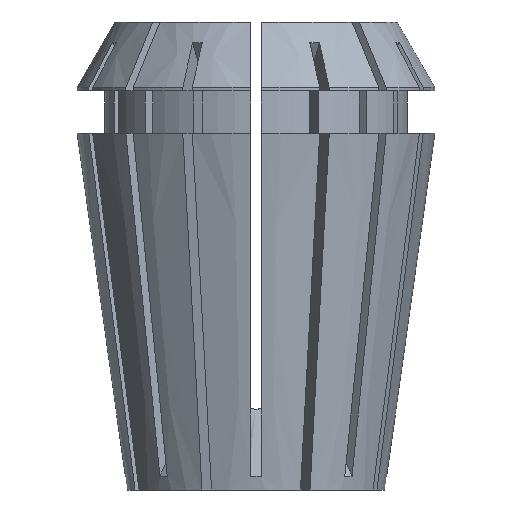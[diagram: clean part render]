
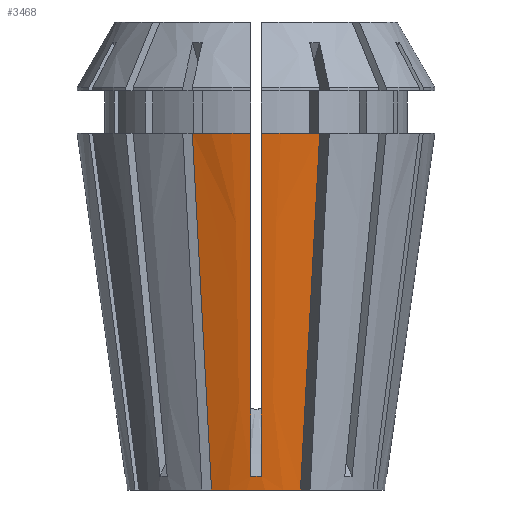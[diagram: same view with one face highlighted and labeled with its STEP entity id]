
A CAD part, left-side view. The second image highlights one B-rep face of the part: STEP entity #3468.
In plain terms, the highlighted conical face has half-angle 8 degrees and reference radius 9.36 mm.
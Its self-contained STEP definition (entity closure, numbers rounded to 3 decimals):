
#118 = DIRECTION ( 'NONE',  ( -1., 0., 0. ) ) ;
#141 = CARTESIAN_POINT ( 'NONE',  ( -11.427, 0.375, 14.749 ) ) ;
#143 = CARTESIAN_POINT ( 'NONE',  ( -9.503, 0.125, 0.997 ) ) ;
#157 = B_SPLINE_CURVE_WITH_KNOTS ( 'NONE', 3,
 ( #4099, #1586, #3228, #3292, #1157, #765, #1170 ),
 .UNSPECIFIED., .F., .F.,
 ( 4, 3, 4 ),
 ( 0., 0.023, 0.026 ),
 .UNSPECIFIED. ) ;
#176 = CARTESIAN_POINT ( 'NONE',  ( -12.995, 0.375, 25.9 ) ) ;
#178 = CARTESIAN_POINT ( 'NONE',  ( -9.503, -0.125, 0.997 ) ) ;
#230 = CARTESIAN_POINT ( 'NONE',  ( -11.171, -4.221, 18.366 ) ) ;
#240 = CARTESIAN_POINT ( 'NONE',  ( 0., 0., 0. ) ) ;
#303 = VERTEX_POINT ( 'NONE', #2654 ) ;
#426 = CARTESIAN_POINT ( 'NONE',  ( -12.995, 0.375, 25.9 ) ) ;
#614 = EDGE_CURVE ( 'NONE', #963, #5016, #157, .T. ) ;
#645 = B_SPLINE_CURVE_WITH_KNOTS ( 'NONE', 3,
 ( #3462, #143, #178, #3020 ),
 .UNSPECIFIED., .F., .F.,
 ( 4, 4 ),
 ( 0., 0.001 ),
 .UNSPECIFIED. ) ;
#657 = ORIENTED_EDGE ( 'NONE', *, *, #5244, .T. ) ;
#663 = VERTEX_POINT ( 'NONE', #3737 ) ;
#726 = CARTESIAN_POINT ( 'NONE',  ( -9.605, -0.375, 1.791 ) ) ;
#765 = CARTESIAN_POINT ( 'NONE',  ( -8.927, 3.292, 1.099 ) ) ;
#768 = ORIENTED_EDGE ( 'NONE', *, *, #3255, .F. ) ;
#777 = CARTESIAN_POINT ( 'NONE',  ( -12.739, -0.375, 24.082 ) ) ;
#809 = EDGE_CURVE ( 'NONE', #3850, #1930, #3911, .T. ) ;
#850 = AXIS2_PLACEMENT_3D ( 'NONE', #4257, #1335, #2579 ) ;
#963 = VERTEX_POINT ( 'NONE', #1150 ) ;
#1135 = AXIS2_PLACEMENT_3D ( 'NONE', #2577, #4133, #118 ) ;
#1150 = CARTESIAN_POINT ( 'NONE',  ( -12.149, 4.626, 25.9 ) ) ;
#1157 = CARTESIAN_POINT ( 'NONE',  ( -9.07, 3.351, 2.199 ) ) ;
#1170 = CARTESIAN_POINT ( 'NONE',  ( -8.784, 3.233, 0. ) ) ;
#1179 = CARTESIAN_POINT ( 'NONE',  ( -11.427, -0.375, 14.749 ) ) ;
#1181 = CIRCLE ( 'NONE', #1135, 13. ) ;
#1221 = EDGE_CURVE ( 'NONE', #3923, #5016, #1447, .T. ) ;
#1335 = DIRECTION ( 'NONE',  ( 0., 0., -1. ) ) ;
#1415 = CARTESIAN_POINT ( 'NONE',  ( -8.784, -3.233, 0. ) ) ;
#1447 = CIRCLE ( 'NONE', #2414, 9.36 ) ;
#1546 = CARTESIAN_POINT ( 'NONE',  ( -9.495, -0.375, 1.009 ) ) ;
#1580 = CARTESIAN_POINT ( 'NONE',  ( -12.484, -0.375, 22.265 ) ) ;
#1586 = CARTESIAN_POINT ( 'NONE',  ( -11.171, 4.221, 18.366 ) ) ;
#1597 = EDGE_CURVE ( 'NONE', #303, #663, #1181, .T. ) ;
#1598 = CARTESIAN_POINT ( 'NONE',  ( -10.626, -0.375, 9.052 ) ) ;
#1628 = CARTESIAN_POINT ( 'NONE',  ( -9.495, -0.375, 1.009 ) ) ;
#1792 = CARTESIAN_POINT ( 'NONE',  ( -12.739, 0.375, 24.082 ) ) ;
#1811 = CARTESIAN_POINT ( 'NONE',  ( -10.626, 0.375, 9.052 ) ) ;
#1849 = CARTESIAN_POINT ( 'NONE',  ( -9.213, -3.41, 3.298 ) ) ;
#1891 = EDGE_CURVE ( 'NONE', #663, #4984, #3797, .T. ) ;
#1903 = CARTESIAN_POINT ( 'NONE',  ( -12.149, -4.626, 25.9 ) ) ;
#1922 = CARTESIAN_POINT ( 'NONE',  ( -8.927, -3.292, 1.099 ) ) ;
#1930 = VERTEX_POINT ( 'NONE', #5252 ) ;
#1939 = ORIENTED_EDGE ( 'NONE', *, *, #1221, .F. ) ;
#1973 = CARTESIAN_POINT ( 'NONE',  ( -12.995, -0.375, 25.9 ) ) ;
#2023 = CARTESIAN_POINT ( 'NONE',  ( -9.715, -0.375, 2.572 ) ) ;
#2189 = DIRECTION ( 'NONE',  ( 0., 0., -1. ) ) ;
#2269 = DIRECTION ( 'NONE',  ( 0., 0., 1. ) ) ;
#2306 = CARTESIAN_POINT ( 'NONE',  ( -8.784, -3.233, 0. ) ) ;
#2366 = ORIENTED_EDGE ( 'NONE', *, *, #809, .F. ) ;
#2414 = AXIS2_PLACEMENT_3D ( 'NONE', #2971, #2189, #2944 ) ;
#2453 = ORIENTED_EDGE ( 'NONE', *, *, #3161, .F. ) ;
#2577 = CARTESIAN_POINT ( 'NONE',  ( 0., 0., 25.9 ) ) ;
#2579 = DIRECTION ( 'NONE',  ( -1., 0., 0. ) ) ;
#2649 = CARTESIAN_POINT ( 'NONE',  ( -10.192, -3.816, 10.832 ) ) ;
#2654 = CARTESIAN_POINT ( 'NONE',  ( -12.149, -4.626, 25.9 ) ) ;
#2719 = B_SPLINE_CURVE_WITH_KNOTS ( 'NONE', 3,
 ( #1903, #230, #2649, #1849, #4359, #1922, #2306 ),
 .UNSPECIFIED., .F., .F.,
 ( 4, 3, 4 ),
 ( 0., 0.023, 0.026 ),
 .UNSPECIFIED. ) ;
#2881 = EDGE_LOOP ( 'NONE', ( #657, #3577, #1939, #768, #4552, #3900, #2453, #2366 ) ) ;
#2944 = DIRECTION ( 'NONE',  ( -1., 0., 0. ) ) ;
#2971 = CARTESIAN_POINT ( 'NONE',  ( 0., 0., 0. ) ) ;
#3020 = CARTESIAN_POINT ( 'NONE',  ( -9.495, -0.375, 1.009 ) ) ;
#3054 = CARTESIAN_POINT ( 'NONE',  ( -9.495, 0.375, 1.009 ) ) ;
#3161 = EDGE_CURVE ( 'NONE', #1930, #4984, #645, .T. ) ;
#3228 = CARTESIAN_POINT ( 'NONE',  ( -10.192, 3.816, 10.832 ) ) ;
#3255 = EDGE_CURVE ( 'NONE', #303, #3923, #2719, .T. ) ;
#3292 = CARTESIAN_POINT ( 'NONE',  ( -9.213, 3.41, 3.298 ) ) ;
#3441 = CARTESIAN_POINT ( 'NONE',  ( -12.484, 0.375, 22.265 ) ) ;
#3462 = CARTESIAN_POINT ( 'NONE',  ( -9.495, 0.375, 1.009 ) ) ;
#3468 = ADVANCED_FACE ( 'NONE', ( #5167 ), #4780, .T. ) ;
#3577 = ORIENTED_EDGE ( 'NONE', *, *, #614, .T. ) ;
#3658 = CIRCLE ( 'NONE', #850, 13. ) ;
#3711 = CARTESIAN_POINT ( 'NONE',  ( -8.784, 3.233, 0. ) ) ;
#3737 = CARTESIAN_POINT ( 'NONE',  ( -12.995, -0.375, 25.9 ) ) ;
#3797 = B_SPLINE_CURVE_WITH_KNOTS ( 'NONE', 3,
 ( #1973, #777, #1580, #4877, #1179, #1598, #4477, #2023, #726, #1546 ),
 .UNSPECIFIED., .F., .F.,
 ( 4, 3, 3, 4 ),
 ( 0.049, 0.054, 0.072, 0.074 ),
 .UNSPECIFIED. ) ;
#3850 = VERTEX_POINT ( 'NONE', #426 ) ;
#3900 = ORIENTED_EDGE ( 'NONE', *, *, #1891, .T. ) ;
#3911 = B_SPLINE_CURVE_WITH_KNOTS ( 'NONE', 3,
 ( #176, #1792, #3441, #4666, #141, #1811, #4209, #4650, #4687, #3054 ),
 .UNSPECIFIED., .F., .F.,
 ( 4, 3, 3, 4 ),
 ( 0.049, 0.054, 0.072, 0.074 ),
 .UNSPECIFIED. ) ;
#3923 = VERTEX_POINT ( 'NONE', #1415 ) ;
#3928 = DIRECTION ( 'NONE',  ( 1., 0., 0. ) ) ;
#4099 = CARTESIAN_POINT ( 'NONE',  ( -12.149, 4.626, 25.9 ) ) ;
#4133 = DIRECTION ( 'NONE',  ( 0., 0., -1. ) ) ;
#4209 = CARTESIAN_POINT ( 'NONE',  ( -9.825, 0.375, 3.354 ) ) ;
#4257 = CARTESIAN_POINT ( 'NONE',  ( 0., 0., 25.9 ) ) ;
#4359 = CARTESIAN_POINT ( 'NONE',  ( -9.07, -3.351, 2.199 ) ) ;
#4390 = AXIS2_PLACEMENT_3D ( 'NONE', #240, #2269, #3928 ) ;
#4477 = CARTESIAN_POINT ( 'NONE',  ( -9.825, -0.375, 3.354 ) ) ;
#4552 = ORIENTED_EDGE ( 'NONE', *, *, #1597, .T. ) ;
#4650 = CARTESIAN_POINT ( 'NONE',  ( -9.715, 0.375, 2.572 ) ) ;
#4666 = CARTESIAN_POINT ( 'NONE',  ( -12.228, 0.375, 20.447 ) ) ;
#4687 = CARTESIAN_POINT ( 'NONE',  ( -9.605, 0.375, 1.791 ) ) ;
#4780 = CONICAL_SURFACE ( 'NONE', #4390, 9.36, 0.14 ) ;
#4877 = CARTESIAN_POINT ( 'NONE',  ( -12.228, -0.375, 20.447 ) ) ;
#4984 = VERTEX_POINT ( 'NONE', #1628 ) ;
#5016 = VERTEX_POINT ( 'NONE', #3711 ) ;
#5167 = FACE_OUTER_BOUND ( 'NONE', #2881, .T. ) ;
#5244 = EDGE_CURVE ( 'NONE', #3850, #963, #3658, .T. ) ;
#5252 = CARTESIAN_POINT ( 'NONE',  ( -9.495, 0.375, 1.009 ) ) ;
